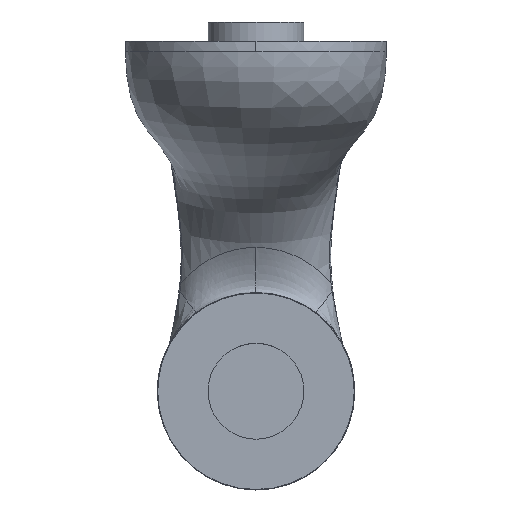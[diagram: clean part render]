
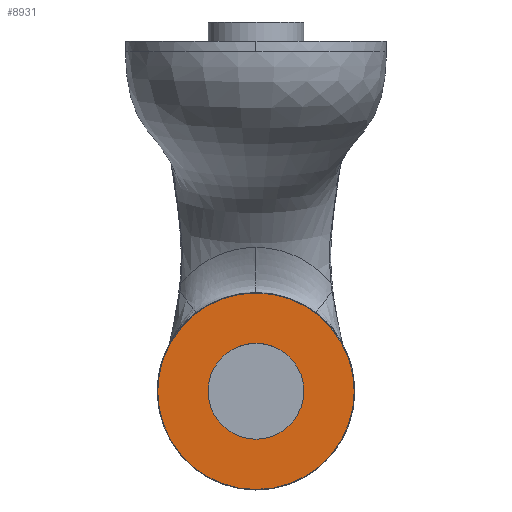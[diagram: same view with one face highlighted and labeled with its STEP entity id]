
A CAD part, top view. The second image highlights one B-rep face of the part: STEP entity #8931.
In plain terms, the highlighted planar face has unit normal (0, 0, 1).
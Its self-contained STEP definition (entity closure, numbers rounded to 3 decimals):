
#8904=CARTESIAN_POINT('',(400.,-448.5,279.3));
#8905=DIRECTION('',(0.,-0.,-1.));
#8906=DIRECTION('',(-0.,1.,-0.));
#8907=AXIS2_PLACEMENT_3D('',#8904,#8905,#8906);
#8908=PLANE('',#8907);
#8909=CARTESIAN_POINT('',(400.,-375.,279.3));
#8910=VERTEX_POINT('',#8909);
#8911=CARTESIAN_POINT('',(400.,-400.,279.3));
#8912=DIRECTION('',(0.,-0.,-1.));
#8913=DIRECTION('',(-0.,1.,-0.));
#8914=AXIS2_PLACEMENT_3D('',#8911,#8912,#8913);
#8915=CIRCLE('',#8914,25.);
#8916=EDGE_CURVE('',#8910,#8910,#8915,.T.);
#8917=ORIENTED_EDGE('',*,*,#8916,.T.);
#8918=EDGE_LOOP('',(#8917));
#8919=FACE_BOUND('',#8918,.T.);
#8920=CARTESIAN_POINT('',(400.,-451.263,279.3));
#8921=VERTEX_POINT('',#8920);
#8922=CARTESIAN_POINT('',(400.,-400.,279.3));
#8923=DIRECTION('',(0.,-0.,-1.));
#8924=DIRECTION('',(0.,-1.,0.));
#8925=AXIS2_PLACEMENT_3D('',#8922,#8923,#8924);
#8926=CIRCLE('',#8925,51.263);
#8927=EDGE_CURVE('',#8921,#8921,#8926,.T.);
#8928=ORIENTED_EDGE('',*,*,#8927,.F.);
#8929=EDGE_LOOP('',(#8928));
#8930=FACE_BOUND('',#8929,.T.);
#8931=ADVANCED_FACE('',(#8919,#8930),#8908,.F.);
